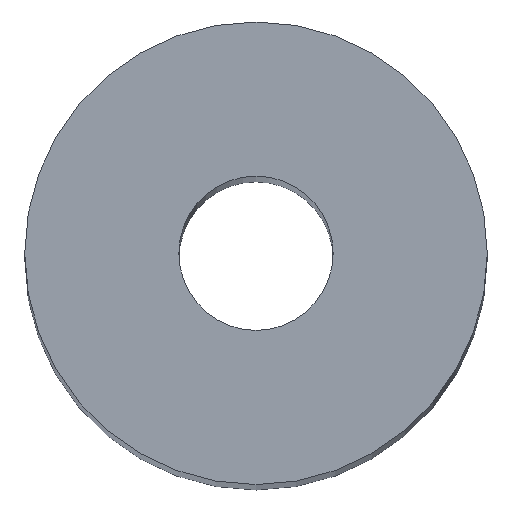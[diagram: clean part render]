
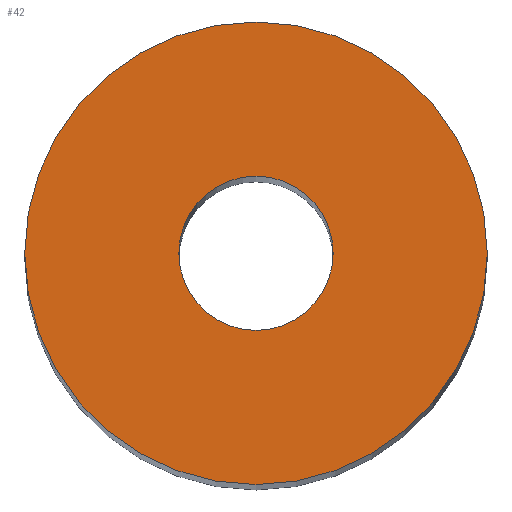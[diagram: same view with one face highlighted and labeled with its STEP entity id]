
A CAD part, top view. The second image highlights one B-rep face of the part: STEP entity #42.
In plain terms, the highlighted planar face has unit normal (0, 0, 1).
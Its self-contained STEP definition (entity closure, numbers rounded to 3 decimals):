
#42=ADVANCED_FACE('240[2]',(#90,#91),#92,.T.);
#47=EDGE_CURVE('240[2]',#99,#99,#100,.T.);
#49=EDGE_CURVE('240[2]',#102,#102,#103,.T.);
#90=FACE_OUTER_BOUND('',#142,.T.);
#91=FACE_BOUND('',#143,.T.);
#92=PLANE('',#144);
#99=VERTEX_POINT('',#153);
#100=CIRCLE('',#154,6.0);
#102=VERTEX_POINT('',#157);
#103=CIRCLE('',#158,2.0);
#142=EDGE_LOOP('',(#194));
#143=EDGE_LOOP('',(#195));
#144=AXIS2_PLACEMENT_3D('',#196,#197,#198);
#153=CARTESIAN_POINT('',(0.,6.,85.0));
#154=AXIS2_PLACEMENT_3D('',#205,#206,#207);
#157=CARTESIAN_POINT('',(0.,2.,85.0));
#158=AXIS2_PLACEMENT_3D('',#208,#209,#210);
#194=ORIENTED_EDGE('',*,*,#47,.F.);
#195=ORIENTED_EDGE('',*,*,#49,.T.);
#196=CARTESIAN_POINT('',(0.,4.,85.0));
#197=DIRECTION('',(0.,0.,1.0));
#198=DIRECTION('',(0.,-1.0,0.));
#205=CARTESIAN_POINT('',(0.,0.,85.0));
#206=DIRECTION('',(0.,0.,-1.0));
#207=DIRECTION('',(0.,1.0,0.));
#208=CARTESIAN_POINT('',(0.,0.,85.0));
#209=DIRECTION('',(0.,0.,-1.0));
#210=DIRECTION('',(0.,1.0,0.));
